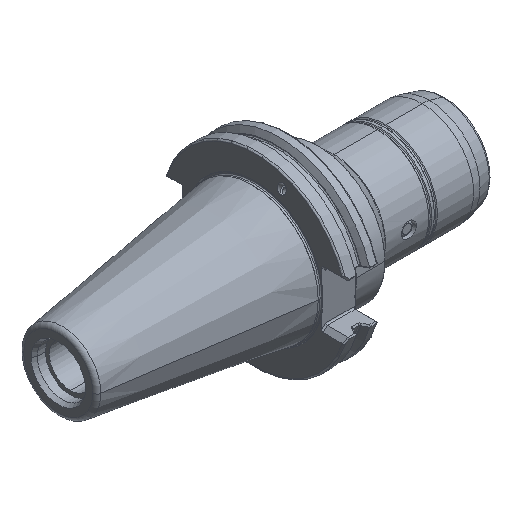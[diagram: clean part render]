
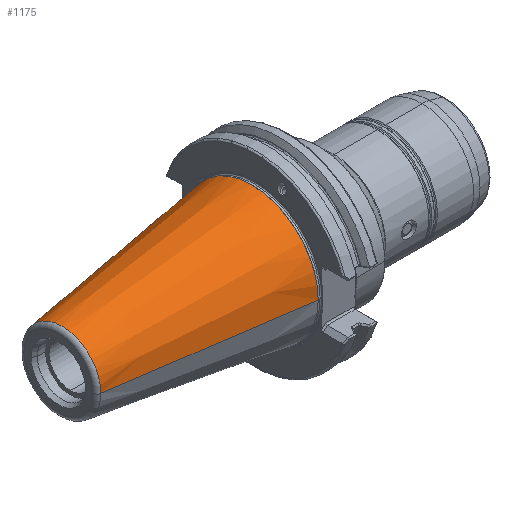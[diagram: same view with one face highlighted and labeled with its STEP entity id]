
A CAD part, isometric view. The second image highlights one B-rep face of the part: STEP entity #1175.
In plain terms, the highlighted conical face has half-angle 8.297 degrees and reference radius 34.925 mm.
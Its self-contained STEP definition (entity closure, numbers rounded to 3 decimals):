
#160 = DIRECTION ( 'NONE',  ( 0.99, 0.144, 0. ) ) ;
#309 = VECTOR ( 'NONE', #160, 1000. ) ;
#435 = AXIS2_PLACEMENT_3D ( 'NONE', #2402, #6298, #2965 ) ;
#695 = CARTESIAN_POINT ( 'NONE',  ( -0.184, -34.945, 0. ) ) ;
#700 = VECTOR ( 'NONE', #958, 1000. ) ;
#816 = CARTESIAN_POINT ( 'NONE',  ( -0.184, -0.02, 0. ) ) ;
#877 = EDGE_LOOP ( 'NONE', ( #4202, #3439, #3837, #2826 ) ) ;
#958 = DIRECTION ( 'NONE',  ( 0.99, -0.144, 0. ) ) ;
#1007 = VERTEX_POINT ( 'NONE', #5080 ) ;
#1175 = ADVANCED_FACE ( 'NONE', ( #2535 ), #5152, .T. ) ;
#1222 = EDGE_CURVE ( 'NONE', #1007, #6680, #2365, .T. ) ;
#1374 = DIRECTION ( 'NONE',  ( 0., 1., 0. ) ) ;
#1800 = CIRCLE ( 'NONE', #435, 20.395 ) ;
#1804 = LINE ( 'NONE', #2349, #309 ) ;
#2342 = VERTEX_POINT ( 'NONE', #4853 ) ;
#2349 = CARTESIAN_POINT ( 'NONE',  ( -0.184, 34.905, 0. ) ) ;
#2365 = LINE ( 'NONE', #4304, #700 ) ;
#2402 = CARTESIAN_POINT ( 'NONE',  ( -99.816, -0.02, 0. ) ) ;
#2535 = FACE_OUTER_BOUND ( 'NONE', #877, .T. ) ;
#2826 = ORIENTED_EDGE ( 'NONE', *, *, #4461, .F. ) ;
#2965 = DIRECTION ( 'NONE',  ( 0., 1., 0. ) ) ;
#3439 = ORIENTED_EDGE ( 'NONE', *, *, #1222, .T. ) ;
#3837 = ORIENTED_EDGE ( 'NONE', *, *, #4002, .F. ) ;
#4002 = EDGE_CURVE ( 'NONE', #7164, #6680, #4061, .T. ) ;
#4061 = CIRCLE ( 'NONE', #4336, 34.925 ) ;
#4202 = ORIENTED_EDGE ( 'NONE', *, *, #5236, .T. ) ;
#4304 = CARTESIAN_POINT ( 'NONE',  ( -0.184, -34.945, 0. ) ) ;
#4336 = AXIS2_PLACEMENT_3D ( 'NONE', #816, #4711, #1374 ) ;
#4461 = EDGE_CURVE ( 'NONE', #2342, #7164, #1804, .T. ) ;
#4499 = DIRECTION ( 'NONE',  ( 1., 0., 0. ) ) ;
#4569 = AXIS2_PLACEMENT_3D ( 'NONE', #6754, #4499, #5062 ) ;
#4711 = DIRECTION ( 'NONE',  ( 1., 0., 0. ) ) ;
#4853 = CARTESIAN_POINT ( 'NONE',  ( -99.816, 20.375, 0. ) ) ;
#5062 = DIRECTION ( 'NONE',  ( 0., 1., 0. ) ) ;
#5080 = CARTESIAN_POINT ( 'NONE',  ( -99.816, -20.415, 0. ) ) ;
#5152 = CONICAL_SURFACE ( 'NONE', #4569, 34.925, 0.145 ) ;
#5236 = EDGE_CURVE ( 'NONE', #2342, #1007, #1800, .T. ) ;
#6298 = DIRECTION ( 'NONE',  ( 1., 0., 0. ) ) ;
#6510 = CARTESIAN_POINT ( 'NONE',  ( -0.184, 34.905, 0. ) ) ;
#6680 = VERTEX_POINT ( 'NONE', #695 ) ;
#6754 = CARTESIAN_POINT ( 'NONE',  ( -0.184, -0.02, 0. ) ) ;
#7164 = VERTEX_POINT ( 'NONE', #6510 ) ;
